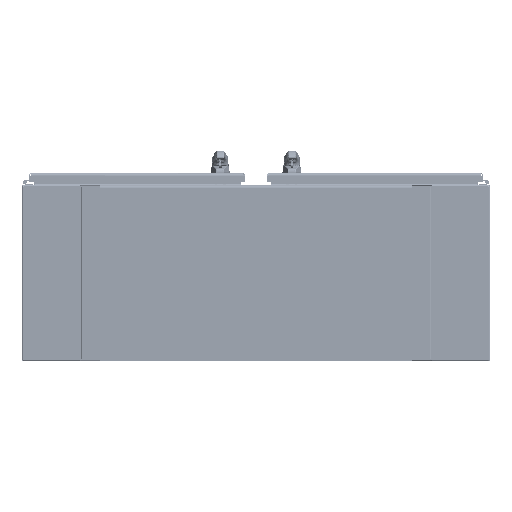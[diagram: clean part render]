
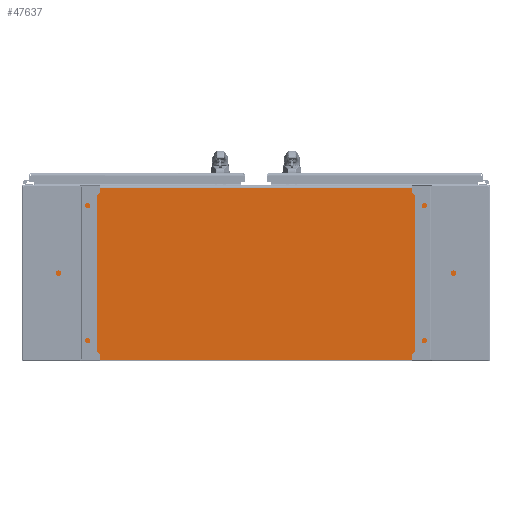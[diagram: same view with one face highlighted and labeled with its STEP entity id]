
A CAD part, front view. The second image highlights one B-rep face of the part: STEP entity #47637.
In plain terms, the highlighted face is planar.
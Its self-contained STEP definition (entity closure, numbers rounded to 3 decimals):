
#2631=PLANE('',#51827);
#4012=FACE_OUTER_BOUND('',#7015,.T.);
#7015=EDGE_LOOP('',(#32519,#32520,#32521,#32522,#32523,#32524));
#10611=LINE('',#72555,#14463);
#10614=LINE('',#72561,#14466);
#10615=LINE('',#72563,#14467);
#10616=LINE('',#72565,#14468);
#14463=VECTOR('',#57820,0.394);
#14466=VECTOR('',#57825,0.394);
#14467=VECTOR('',#57826,0.394);
#14468=VECTOR('',#57827,0.394);
#18071=CIRCLE('',#51824,0.063);
#18073=CIRCLE('',#51828,0.063);
#20659=VERTEX_POINT('',#72545);
#20660=VERTEX_POINT('',#72546);
#20663=VERTEX_POINT('',#72554);
#20665=VERTEX_POINT('',#72560);
#20666=VERTEX_POINT('',#72562);
#20667=VERTEX_POINT('',#72564);
#25182=EDGE_CURVE('',#20659,#20660,#18071,.T.);
#25186=EDGE_CURVE('',#20660,#20663,#10611,.T.);
#25189=EDGE_CURVE('',#20665,#20659,#10614,.T.);
#25190=EDGE_CURVE('',#20665,#20666,#10615,.T.);
#25191=EDGE_CURVE('',#20667,#20666,#10616,.T.);
#25192=EDGE_CURVE('',#20663,#20667,#18073,.T.);
#32519=ORIENTED_EDGE('',*,*,#25182,.F.);
#32520=ORIENTED_EDGE('',*,*,#25189,.F.);
#32521=ORIENTED_EDGE('',*,*,#25190,.T.);
#32522=ORIENTED_EDGE('',*,*,#25191,.F.);
#32523=ORIENTED_EDGE('',*,*,#25192,.F.);
#32524=ORIENTED_EDGE('',*,*,#25186,.F.);
#47637=ADVANCED_FACE('',(#4012),#2631,.T.);
#51824=AXIS2_PLACEMENT_3D('',#72547,#57812,#57813);
#51827=AXIS2_PLACEMENT_3D('',#72559,#57823,#57824);
#51828=AXIS2_PLACEMENT_3D('',#72566,#57828,#57829);
#57812=DIRECTION('center_axis',(0.,0.,-1.));
#57813=DIRECTION('ref_axis',(-0.707,0.707,0.));
#57820=DIRECTION('',(1.,0.,0.));
#57823=DIRECTION('center_axis',(0.,0.,1.));
#57824=DIRECTION('ref_axis',(1.,0.,0.));
#57825=DIRECTION('',(0.,1.,0.));
#57826=DIRECTION('',(1.,0.,0.));
#57827=DIRECTION('',(0.,-1.,0.));
#57828=DIRECTION('center_axis',(0.,0.,-1.));
#57829=DIRECTION('ref_axis',(0.707,0.707,0.));
#72545=CARTESIAN_POINT('',(-0.446,16.746,0.104));
#72546=CARTESIAN_POINT('',(-0.383,16.809,0.104));
#72547=CARTESIAN_POINT('Origin',(-0.383,16.746,0.104));
#72554=CARTESIAN_POINT('',(47.409,16.809,0.104));
#72555=CARTESIAN_POINT('',(-0.446,16.809,0.104));
#72559=CARTESIAN_POINT('Origin',(23.513,7.85,0.104));
#72560=CARTESIAN_POINT('',(-0.446,-0.858,0.104));
#72561=CARTESIAN_POINT('',(-0.446,-1.108,0.104));
#72562=CARTESIAN_POINT('',(47.471,-0.858,0.104));
#72563=CARTESIAN_POINT('',(11.533,-0.858,0.104));
#72564=CARTESIAN_POINT('',(47.471,16.746,0.104));
#72565=CARTESIAN_POINT('',(47.471,16.809,0.104));
#72566=CARTESIAN_POINT('Origin',(47.409,16.746,0.104));
